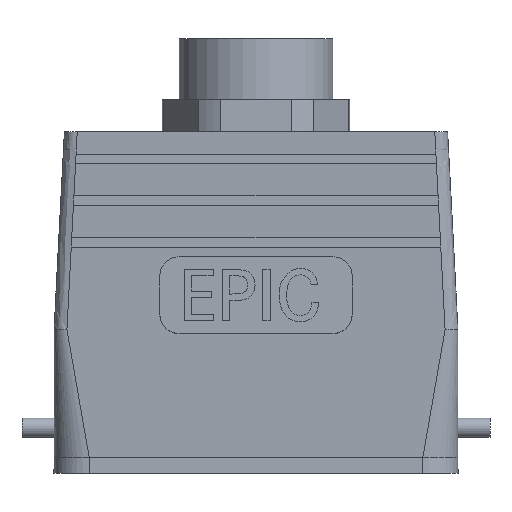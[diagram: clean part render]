
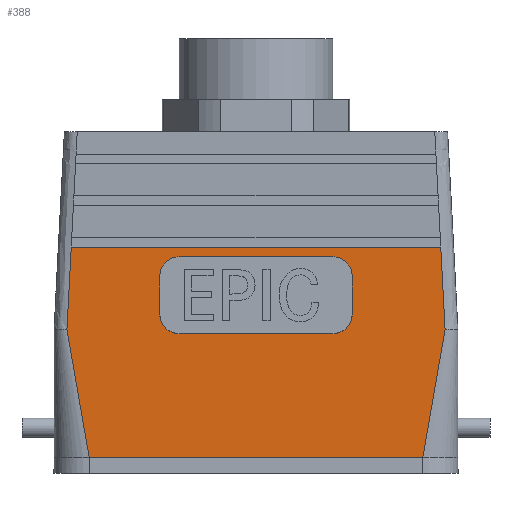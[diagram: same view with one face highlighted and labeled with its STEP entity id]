
A CAD part, left-side view. The second image highlights one B-rep face of the part: STEP entity #388.
In plain terms, the highlighted planar face has unit normal (-1, 0, -0.029).
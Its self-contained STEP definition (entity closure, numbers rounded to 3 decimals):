
#388 = ADVANCED_FACE( '', ( #864, #865 ), #866, .F. );
#864 = FACE_BOUND( '', #1593, .T. );
#865 = FACE_OUTER_BOUND( '', #1594, .T. );
#866 = PLANE( '', #1595 );
#1593 = EDGE_LOOP( '', ( #2820, #2821, #2822, #2823, #2824, #2825, #2826, #2827 ) );
#1594 = EDGE_LOOP( '', ( #2828, #2829, #2830, #2831, #2832, #2833 ) );
#1595 = AXIS2_PLACEMENT_3D( '', #2834, #2835, #2836 );
#2820 = ORIENTED_EDGE( '', *, *, #3910, .T. );
#2821 = ORIENTED_EDGE( '', *, *, #3485, .F. );
#2822 = ORIENTED_EDGE( '', *, *, #3797, .F. );
#2823 = ORIENTED_EDGE( '', *, *, #3680, .F. );
#2824 = ORIENTED_EDGE( '', *, *, #3717, .F. );
#2825 = ORIENTED_EDGE( '', *, *, #3911, .F. );
#2826 = ORIENTED_EDGE( '', *, *, #3829, .T. );
#2827 = ORIENTED_EDGE( '', *, *, #3495, .T. );
#2828 = ORIENTED_EDGE( '', *, *, #3801, .T. );
#2829 = ORIENTED_EDGE( '', *, *, #3732, .F. );
#2830 = ORIENTED_EDGE( '', *, *, #3912, .F. );
#2831 = ORIENTED_EDGE( '', *, *, #3632, .F. );
#2832 = ORIENTED_EDGE( '', *, *, #3789, .F. );
#2833 = ORIENTED_EDGE( '', *, *, #3913, .T. );
#2834 = CARTESIAN_POINT( '', ( -14.75, 31.5, 0. ) );
#2835 = DIRECTION( '', ( 1., 0., 0.029 ) );
#2836 = DIRECTION( '', ( 0.029, 0., -1. ) );
#3485 = EDGE_CURVE( '', #4069, #4070, #4071, .T. );
#3495 = EDGE_CURVE( '', #4087, #4088, #4089, .T. );
#3632 = EDGE_CURVE( '', #4329, #4331, #4332, .T. );
#3680 = EDGE_CURVE( '', #4406, #4407, #4408, .T. );
#3717 = EDGE_CURVE( '', #4464, #4406, #4465, .F. );
#3732 = EDGE_CURVE( '', #4486, #4488, #4489, .T. );
#3789 = EDGE_CURVE( '', #4570, #4329, #4571, .T. );
#3797 = EDGE_CURVE( '', #4407, #4069, #4582, .F. );
#3801 = EDGE_CURVE( '', #4586, #4488, #4587, .F. );
#3829 = EDGE_CURVE( '', #4627, #4087, #4628, .F. );
#3910 = EDGE_CURVE( '', #4088, #4070, #4737, .F. );
#3911 = EDGE_CURVE( '', #4627, #4464, #4738, .T. );
#3912 = EDGE_CURVE( '', #4331, #4486, #4739, .F. );
#3913 = EDGE_CURVE( '', #4570, #4586, #4740, .T. );
#4069 = VERTEX_POINT( '', #4916 );
#4070 = VERTEX_POINT( '', #4917 );
#4071 = LINE( '', #4918, #4919 );
#4087 = VERTEX_POINT( '', #4944 );
#4088 = VERTEX_POINT( '', #4945 );
#4089 = LINE( '', #4946, #4947 );
#4329 = VERTEX_POINT( '', #5468 );
#4331 = VERTEX_POINT( '', #5473 );
#4332 = B_SPLINE_CURVE_WITH_KNOTS( '', 3, ( #5474, #5475, #5476, #5477 ), .UNSPECIFIED., .F., .F., ( 4, 4 ), ( 0.516, 0.599 ), .UNSPECIFIED. );
#4406 = VERTEX_POINT( '', #5593 );
#4407 = VERTEX_POINT( '', #5594 );
#4408 = LINE( '', #5595, #5596 );
#4464 = VERTEX_POINT( '', #5680 );
#4465 = ELLIPSE( '', #5681, 3.001, 3. );
#4486 = VERTEX_POINT( '', #5706 );
#4488 = VERTEX_POINT( '', #5709 );
#4489 = B_SPLINE_CURVE_WITH_KNOTS( '', 1, ( #5710, #5711 ), .UNSPECIFIED., .F., .F., ( 2, 2 ), ( 0., 1. ), .UNSPECIFIED. );
#4570 = VERTEX_POINT( '', #5869 );
#4571 = LINE( '', #5870, #5871 );
#4582 = ELLIPSE( '', #5889, 3.001, 3. );
#4586 = VERTEX_POINT( '', #5902 );
#4587 = B_SPLINE_CURVE_WITH_KNOTS( '', 3, ( #5903, #5904, #5905, #5906 ), .UNSPECIFIED., .F., .F., ( 4, 4 ), ( 0.562, 0.84 ), .UNSPECIFIED. );
#4627 = VERTEX_POINT( '', #6050 );
#4628 = ELLIPSE( '', #6051, 3.001, 3. );
#4737 = ELLIPSE( '', #6258, 3.001, 3. );
#4738 = LINE( '', #6259, #6260 );
#4739 = B_SPLINE_CURVE_WITH_KNOTS( '', 3, ( #6261, #6262, #6263, #6264 ), .UNSPECIFIED., .F., .F., ( 4, 4 ), ( 0.562, 0.84 ), .UNSPECIFIED. );
#4740 = B_SPLINE_CURVE_WITH_KNOTS( '', 3, ( #6265, #6266, #6267, #6268 ), .UNSPECIFIED., .F., .F., ( 4, 4 ), ( 0.516, 0.599 ), .UNSPECIFIED. );
#4916 = CARTESIAN_POINT( '', ( -15.301, 12., 19.3 ) );
#4917 = CARTESIAN_POINT( '', ( -15.301, -12., 19.3 ) );
#4918 = CARTESIAN_POINT( '', ( -15.301, 31.5, 19.3 ) );
#4919 = VECTOR( '', #6528, 1000. );
#4944 = CARTESIAN_POINT( '', ( -15.558, -15., 28.3 ) );
#4945 = CARTESIAN_POINT( '', ( -15.387, -15., 22.3 ) );
#4946 = CARTESIAN_POINT( '', ( -14.75, -15., 0. ) );
#4947 = VECTOR( '', #6535, 1000. );
#5468 = CARTESIAN_POINT( '', ( -15.686, -28.823, 32.8 ) );
#5473 = CARTESIAN_POINT( '', ( -15.32, -29.496, 19.975 ) );
#5474 = CARTESIAN_POINT( '', ( -15.686, -28.823, 32.8 ) );
#5475 = CARTESIAN_POINT( '', ( -15.564, -29.047, 28.525 ) );
#5476 = CARTESIAN_POINT( '', ( -15.442, -29.272, 24.25 ) );
#5477 = CARTESIAN_POINT( '', ( -15.32, -29.496, 19.975 ) );
#5593 = CARTESIAN_POINT( '', ( -15.558, 15., 28.3 ) );
#5594 = CARTESIAN_POINT( '', ( -15.387, 15., 22.3 ) );
#5595 = CARTESIAN_POINT( '', ( -14.75, 15., 0. ) );
#5596 = VECTOR( '', #6688, 1000. );
#5680 = CARTESIAN_POINT( '', ( -15.643, 12., 31.3 ) );
#5681 = AXIS2_PLACEMENT_3D( '', #6717, #6718, #6719 );
#5706 = CARTESIAN_POINT( '', ( -14.755, -26.016, 0. ) );
#5709 = CARTESIAN_POINT( '', ( -14.755, 26.014, 0. ) );
#5710 = CARTESIAN_POINT( '', ( -14.76, -26., 0. ) );
#5711 = CARTESIAN_POINT( '', ( -14.76, 26., 0. ) );
#5869 = CARTESIAN_POINT( '', ( -15.686, 28.823, 32.8 ) );
#5870 = CARTESIAN_POINT( '', ( -15.686, 31.5, 32.8 ) );
#5871 = VECTOR( '', #6784, 1000. );
#5889 = AXIS2_PLACEMENT_3D( '', #6789, #6790, #6791 );
#5902 = CARTESIAN_POINT( '', ( -15.32, 29.496, 19.975 ) );
#5903 = CARTESIAN_POINT( '', ( -14.75, 26.027, 0. ) );
#5904 = CARTESIAN_POINT( '', ( -14.94, 27.183, 6.658 ) );
#5905 = CARTESIAN_POINT( '', ( -15.13, 28.339, 13.316 ) );
#5906 = CARTESIAN_POINT( '', ( -15.32, 29.496, 19.975 ) );
#6050 = CARTESIAN_POINT( '', ( -15.643, -12., 31.3 ) );
#6051 = AXIS2_PLACEMENT_3D( '', #6804, #6805, #6806 );
#6258 = AXIS2_PLACEMENT_3D( '', #6887, #6888, #6889 );
#6259 = CARTESIAN_POINT( '', ( -15.643, 31.5, 31.3 ) );
#6260 = VECTOR( '', #6890, 1000. );
#6261 = CARTESIAN_POINT( '', ( -14.75, -26.027, 0. ) );
#6262 = CARTESIAN_POINT( '', ( -14.94, -27.183, 6.658 ) );
#6263 = CARTESIAN_POINT( '', ( -15.13, -28.339, 13.316 ) );
#6264 = CARTESIAN_POINT( '', ( -15.32, -29.496, 19.975 ) );
#6265 = CARTESIAN_POINT( '', ( -15.686, 28.823, 32.8 ) );
#6266 = CARTESIAN_POINT( '', ( -15.564, 29.047, 28.525 ) );
#6267 = CARTESIAN_POINT( '', ( -15.442, 29.272, 24.25 ) );
#6268 = CARTESIAN_POINT( '', ( -15.32, 29.496, 19.975 ) );
#6528 = DIRECTION( '', ( 0., -1., 0. ) );
#6535 = DIRECTION( '', ( 0.029, 0., -1. ) );
#6688 = DIRECTION( '', ( 0.029, 0., -1. ) );
#6717 = CARTESIAN_POINT( '', ( -15.558, 12., 28.3 ) );
#6718 = DIRECTION( '', ( 1., 0., 0.029 ) );
#6719 = DIRECTION( '', ( 0.029, 0., -1. ) );
#6784 = DIRECTION( '', ( 0., -1., 0. ) );
#6789 = CARTESIAN_POINT( '', ( -15.387, 12., 22.3 ) );
#6790 = DIRECTION( '', ( 1., 0., 0.029 ) );
#6791 = DIRECTION( '', ( 0.029, 0., -1. ) );
#6804 = CARTESIAN_POINT( '', ( -15.558, -12., 28.3 ) );
#6805 = DIRECTION( '', ( -1., 0., -0.029 ) );
#6806 = DIRECTION( '', ( 0.029, 0., -1. ) );
#6887 = CARTESIAN_POINT( '', ( -15.387, -12., 22.3 ) );
#6888 = DIRECTION( '', ( -1., 0., -0.029 ) );
#6889 = DIRECTION( '', ( 0.029, 0., -1. ) );
#6890 = DIRECTION( '', ( 0., 1., 0. ) );
